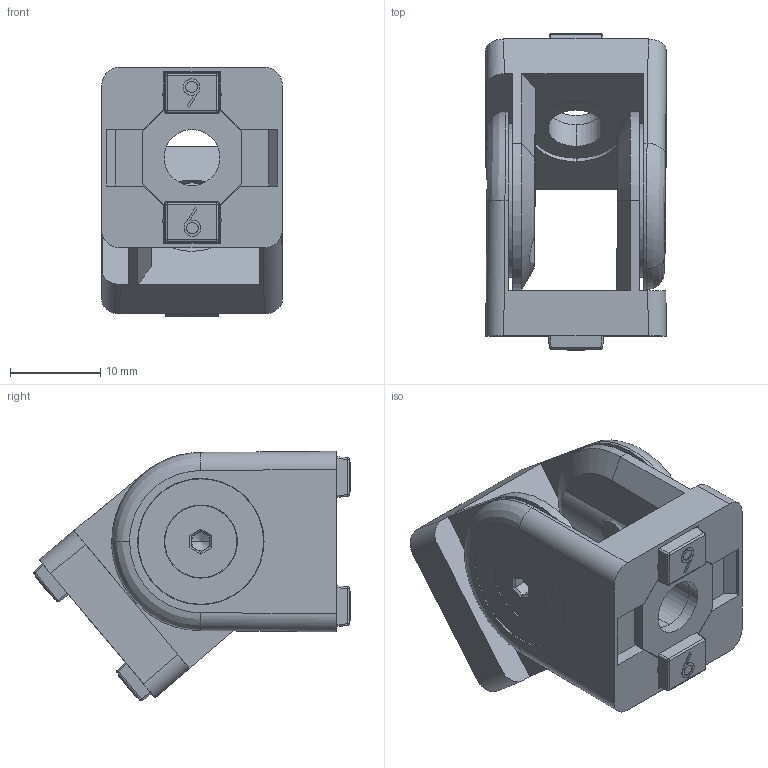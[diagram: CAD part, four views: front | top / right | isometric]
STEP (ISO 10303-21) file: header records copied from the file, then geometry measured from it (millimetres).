
FILE_DESCRIPTION(/* description */ (''),/* implementation_level */ '2;1');
FILE_NAME(/* name */ '322020.stp',/* time_stamp */ '2018-08-11T13:22:43+02:00',/* author */ ('TraceParts'),/* organization */ ('Alutec K&K'),/* preprocessor_version */ 'ST-DEVELOPER v16.1',/* originating_system */ 'Autodesk Inventor 2016',/* authorisation */ '');
FILE_SCHEMA (('AUTOMOTIVE_DESIGN { 1 0 10303 214 3 1 1 }'));
Length unit declared in the file: millimetre
Products named in the file (11): 322020_01; 322020_02; 322020_03; 322020_04; 322020_05; 322020_06; 322020_07; 322020_08; 322020_09; 322020_10; 322020
Assembly tree (10 placements, depth 2):
  322020
    322020_01
    322020_02
    322020_03
    322020_04
    322020_05
    322020_06
    322020_07
    322020_08
    322020_09
    322020_10
Bounding box: 20 x 35.05 x 27.62 mm (x, y, z)
Volume: 6733.4 mm3; surface area: 7789.3 mm2
Topology: 10 solids, 10 shells, 506 faces, 1210 edges, 742 vertices
Faces by surface type: plane 248, cylinder 128, bspline 40, torus 40, cone 34, sphere 16
Entity records: 16938 total; most frequent: CARTESIAN_POINT 5145, ORIENTED_EDGE 2412, DIRECTION 2380, EDGE_CURVE 1206, AXIS2_PLACEMENT_3D 849, VERTEX_POINT 742, LINE 682, VECTOR 682
